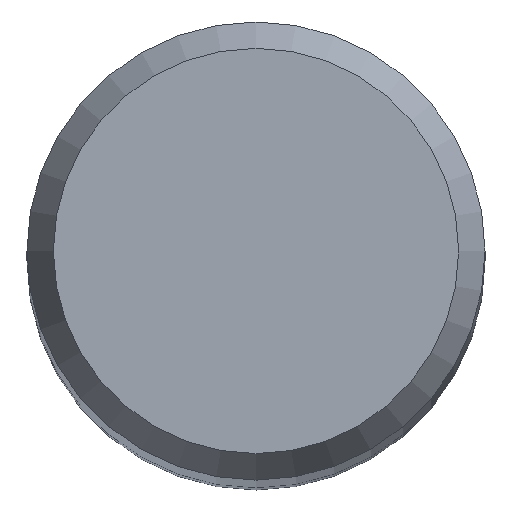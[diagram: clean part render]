
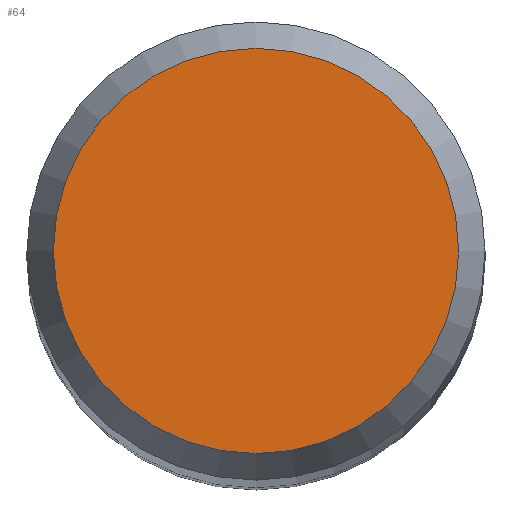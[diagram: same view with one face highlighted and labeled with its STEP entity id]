
A CAD part, top view. The second image highlights one B-rep face of the part: STEP entity #64.
In plain terms, the highlighted planar face has unit normal (0, 0, 1).
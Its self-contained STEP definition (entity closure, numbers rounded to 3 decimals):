
#64=ADVANCED_FACE('',(#74),#71,.F.);
#71=PLANE('',#220);
#74=FACE_OUTER_BOUND('',#77,.T.);
#77=EDGE_LOOP('',(#87));
#87=ORIENTED_EDGE('',*,*,#103,.F.);
#97=VERTEX_POINT('',#303);
#103=EDGE_CURVE('',#97,#97,#110,.T.);
#110=CIRCLE('',#219,1.327);
#219=AXIS2_PLACEMENT_3D('',#302,#250,#251);
#220=AXIS2_PLACEMENT_3D('',#304,#252,#253);
#250=DIRECTION('',(0.,0.,-1.));
#251=DIRECTION('',(-1.,0.,0.));
#252=DIRECTION('',(0.,0.,-1.));
#253=DIRECTION('',(-1.,0.,0.));
#302=CARTESIAN_POINT('',(0.,0.,0.));
#303=CARTESIAN_POINT('',(-1.327,0.,0.));
#304=CARTESIAN_POINT('',(0.,0.,0.));
